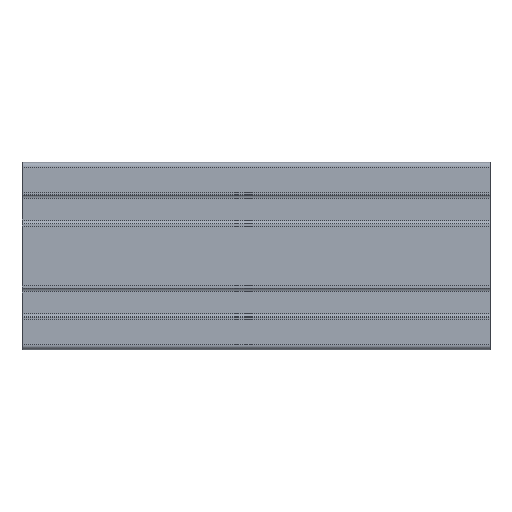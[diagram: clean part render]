
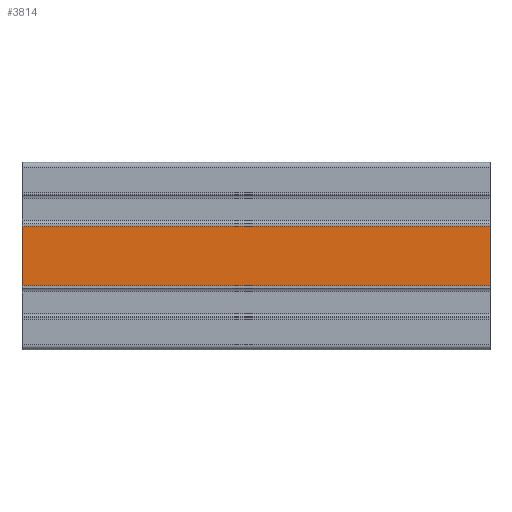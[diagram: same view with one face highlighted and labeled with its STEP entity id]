
A CAD part, left-side view. The second image highlights one B-rep face of the part: STEP entity #3814.
In plain terms, the highlighted planar face has unit normal (-1, 0, 0).
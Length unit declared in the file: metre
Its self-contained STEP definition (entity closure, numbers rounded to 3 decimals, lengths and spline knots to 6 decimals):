
#71=PLANE('',#4093);
#228=FACE_OUTER_BOUND('',#422,.T.);
#422=EDGE_LOOP('',(#2849,#2850,#2851,#2852));
#735=LINE('',#5918,#1175);
#736=LINE('',#5921,#1176);
#737=LINE('',#5923,#1177);
#738=LINE('',#5924,#1178);
#1175=VECTOR('',#4774,0.1);
#1176=VECTOR('',#4777,0.0128);
#1177=VECTOR('',#4778,0.0128);
#1178=VECTOR('',#4779,0.1);
#1737=VERTEX_POINT('',#5914);
#1738=VERTEX_POINT('',#5916);
#1739=VERTEX_POINT('',#5920);
#1740=VERTEX_POINT('',#5922);
#2197=EDGE_CURVE('',#1738,#1737,#735,.T.);
#2198=EDGE_CURVE('',#1739,#1737,#736,.T.);
#2199=EDGE_CURVE('',#1740,#1738,#737,.T.);
#2200=EDGE_CURVE('',#1740,#1739,#738,.T.);
#2849=ORIENTED_EDGE('',*,*,#2198,.T.);
#2850=ORIENTED_EDGE('',*,*,#2197,.F.);
#2851=ORIENTED_EDGE('',*,*,#2199,.F.);
#2852=ORIENTED_EDGE('',*,*,#2200,.T.);
#3814=ADVANCED_FACE('',(#228),#71,.F.);
#4093=AXIS2_PLACEMENT_3D('',#5919,#4775,#4776);
#4774=DIRECTION('',(0.,1.,0.));
#4775=DIRECTION('center_axis',(1.,0.,0.));
#4776=DIRECTION('ref_axis',(0.,0.,-1.));
#4777=DIRECTION('',(0.,0.,-1.));
#4778=DIRECTION('',(0.,0.,-1.));
#4779=DIRECTION('',(0.,1.,0.));
#5914=CARTESIAN_POINT('',(0.002194,0.120173,0.1136));
#5916=CARTESIAN_POINT('',(0.002194,0.020173,0.1136));
#5918=CARTESIAN_POINT('',(0.002194,0.020173,0.1136));
#5919=CARTESIAN_POINT('Origin',(0.002194,-0.879827,
0.1136));
#5920=CARTESIAN_POINT('',(0.002194,0.120173,0.1264));
#5921=CARTESIAN_POINT('',(0.002194,0.120173,0.1264));
#5922=CARTESIAN_POINT('',(0.002194,0.020173,0.1264));
#5923=CARTESIAN_POINT('',(0.002194,0.020173,0.1264));
#5924=CARTESIAN_POINT('',(0.002194,0.020173,0.1264));
